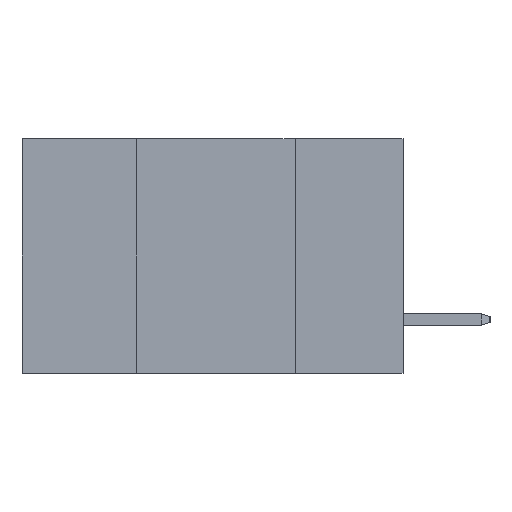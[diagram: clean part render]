
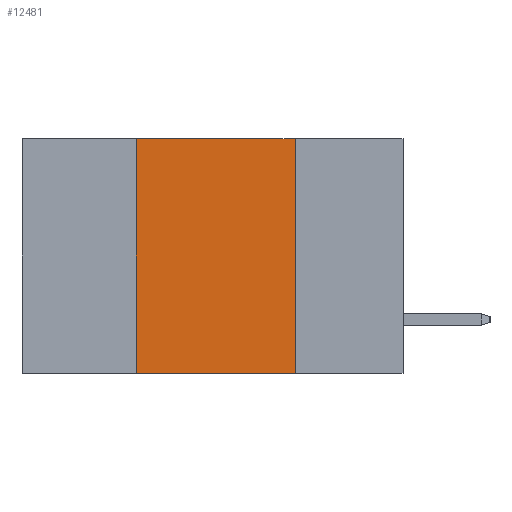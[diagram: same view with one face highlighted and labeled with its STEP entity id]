
A CAD part, left-side view. The second image highlights one B-rep face of the part: STEP entity #12481.
In plain terms, the highlighted planar face has unit normal (-1, 0, 0).
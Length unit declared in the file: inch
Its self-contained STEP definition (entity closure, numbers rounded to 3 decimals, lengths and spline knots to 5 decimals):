
#2114 = DIRECTION ( 'NONE',  ( 0., 0., -1. ) ) ;
#3164 = LINE ( 'NONE', #13223, #8817 ) ;
#3697 = CARTESIAN_POINT ( 'NONE',  ( 0., 0.42, 0. ) ) ;
#3724 = EDGE_CURVE ( 'NONE', #17804, #15885, #18251, .T. ) ;
#4540 = CARTESIAN_POINT ( 'NONE',  ( 0., 0.6, 0. ) ) ;
#4574 = AXIS2_PLACEMENT_3D ( 'NONE', #7997, #8184, #2114 ) ;
#6428 = VECTOR ( 'NONE', #13273, 39.37008 ) ;
#7018 = EDGE_CURVE ( 'NONE', #18061, #7441, #3164, .T. ) ;
#7313 = CARTESIAN_POINT ( 'NONE',  ( 0., 0.17, 0. ) ) ;
#7441 = VERTEX_POINT ( 'NONE', #14922 ) ;
#7811 = CARTESIAN_POINT ( 'NONE',  ( 0., 0.42, -0.37 ) ) ;
#7818 = EDGE_CURVE ( 'NONE', #15885, #18061, #14412, .T. ) ;
#7997 = CARTESIAN_POINT ( 'NONE',  ( 0., 0.6, 0. ) ) ;
#8184 = DIRECTION ( 'NONE',  ( 1., 0., 0. ) ) ;
#8389 = EDGE_CURVE ( 'NONE', #17804, #7441, #12486, .T. ) ;
#8817 = VECTOR ( 'NONE', #17518, 39.37008 ) ;
#9493 = VECTOR ( 'NONE', #17906, 39.37008 ) ;
#11022 = DIRECTION ( 'NONE',  ( 0., 0., 1. ) ) ;
#11238 = PLANE ( 'NONE',  #4574 ) ;
#11354 = ORIENTED_EDGE ( 'NONE', *, *, #3724, .F. ) ;
#12113 = CARTESIAN_POINT ( 'NONE',  ( 0., 0.6, -0.37 ) ) ;
#12292 = FACE_OUTER_BOUND ( 'NONE', #17233, .T. ) ;
#12481 = ADVANCED_FACE ( 'NONE', ( #12292 ), #11238, .F. ) ;
#12486 = LINE ( 'NONE', #12113, #9493 ) ;
#12778 = ORIENTED_EDGE ( 'NONE', *, *, #8389, .T. ) ;
#13223 = CARTESIAN_POINT ( 'NONE',  ( 0., 0.17, 0. ) ) ;
#13273 = DIRECTION ( 'NONE',  ( 0., -1., 0. ) ) ;
#13464 = ORIENTED_EDGE ( 'NONE', *, *, #7818, .F. ) ;
#14412 = LINE ( 'NONE', #4540, #6428 ) ;
#14922 = CARTESIAN_POINT ( 'NONE',  ( 0., 0.17, -0.37 ) ) ;
#15196 = CARTESIAN_POINT ( 'NONE',  ( 0., 0.42, 0. ) ) ;
#15569 = ORIENTED_EDGE ( 'NONE', *, *, #7018, .F. ) ;
#15885 = VERTEX_POINT ( 'NONE', #15196 ) ;
#17233 = EDGE_LOOP ( 'NONE', ( #15569, #13464, #11354, #12778 ) ) ;
#17264 = VECTOR ( 'NONE', #11022, 39.37008 ) ;
#17518 = DIRECTION ( 'NONE',  ( 0., 0., -1. ) ) ;
#17804 = VERTEX_POINT ( 'NONE', #7811 ) ;
#17906 = DIRECTION ( 'NONE',  ( 0., -1., 0. ) ) ;
#18061 = VERTEX_POINT ( 'NONE', #7313 ) ;
#18251 = LINE ( 'NONE', #3697, #17264 ) ;
